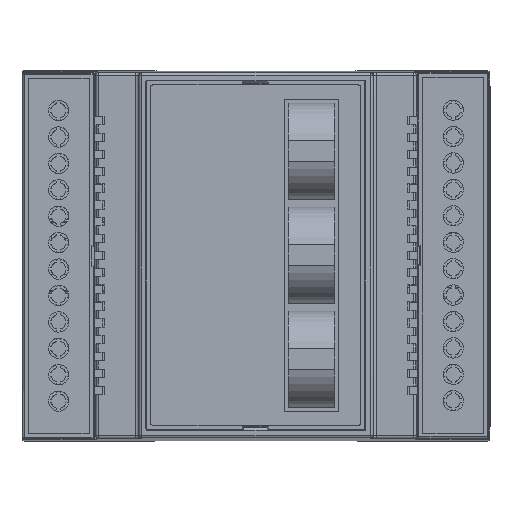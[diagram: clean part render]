
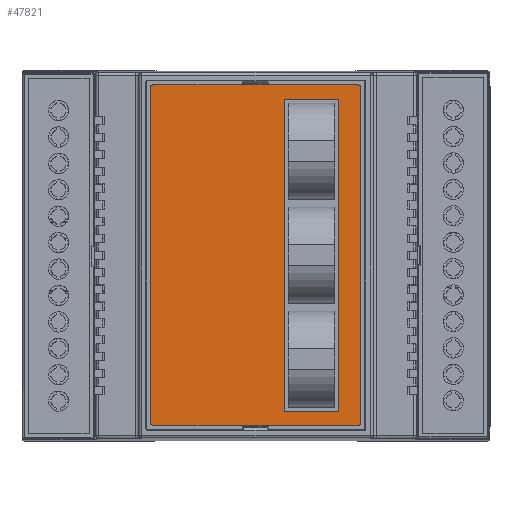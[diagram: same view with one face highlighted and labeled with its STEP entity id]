
A CAD part, top view. The second image highlights one B-rep face of the part: STEP entity #47821.
In plain terms, the highlighted planar face has unit normal (0, 0, 1).
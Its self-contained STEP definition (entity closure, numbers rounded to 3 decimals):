
#977 = ORIENTED_EDGE ( 'NONE', *, *, #7220, .F. ) ;
#2690 = CIRCLE ( 'NONE', #28888, 0.5 ) ;
#2900 = DIRECTION ( 'NONE',  ( 0., 0., 1. ) ) ;
#7220 = EDGE_CURVE ( 'NONE', #37144, #22230, #41912, .T. ) ;
#8195 = LINE ( 'NONE', #44342, #10848 ) ;
#8748 = ORIENTED_EDGE ( 'NONE', *, *, #53869, .F. ) ;
#8837 = ORIENTED_EDGE ( 'NONE', *, *, #65710, .T. ) ;
#9316 = EDGE_CURVE ( 'NONE', #38178, #66796, #17315, .T. ) ;
#9415 = CARTESIAN_POINT ( 'NONE',  ( -13.977, -53.611, 28.584 ) ) ;
#9966 = CARTESIAN_POINT ( 'NONE',  ( -53.977, 10.839, 28.584 ) ) ;
#10094 = EDGE_CURVE ( 'NONE', #23266, #39760, #8195, .T. ) ;
#10219 = DIRECTION ( 'NONE',  ( -1., 0., 0. ) ) ;
#10467 = EDGE_CURVE ( 'NONE', #22230, #62021, #51651, .T. ) ;
#10503 = ORIENTED_EDGE ( 'NONE', *, *, #23181, .F. ) ;
#10848 = VECTOR ( 'NONE', #50212, 1000. ) ;
#12142 = ORIENTED_EDGE ( 'NONE', *, *, #24339, .T. ) ;
#13515 = VECTOR ( 'NONE', #13867, 1000. ) ;
#13867 = DIRECTION ( 'NONE',  ( 0., -1., 0. ) ) ;
#14514 = VERTEX_POINT ( 'NONE', #59146 ) ;
#14811 = DIRECTION ( 'NONE',  ( 0., 0., 1. ) ) ;
#15109 = VERTEX_POINT ( 'NONE', #18484 ) ;
#15157 = ORIENTED_EDGE ( 'NONE', *, *, #63173, .T. ) ;
#16842 = CARTESIAN_POINT ( 'NONE',  ( -53.977, -53.611, 28.584 ) ) ;
#17315 = LINE ( 'NONE', #25569, #26411 ) ;
#17380 = ORIENTED_EDGE ( 'NONE', *, *, #10467, .F. ) ;
#17551 = EDGE_CURVE ( 'NONE', #14514, #15109, #53536, .T. ) ;
#18484 = CARTESIAN_POINT ( 'NONE',  ( -53.977, 11.339, 28.584 ) ) ;
#18497 = CARTESIAN_POINT ( 'NONE',  ( -18.234, 8.614, 28.584 ) ) ;
#19198 = EDGE_CURVE ( 'NONE', #15109, #55583, #29624, .T. ) ;
#19504 = CIRCLE ( 'NONE', #25451, 0.5 ) ;
#19562 = DIRECTION ( 'NONE',  ( -1., 0., 0. ) ) ;
#20312 = CARTESIAN_POINT ( 'NONE',  ( -14.477, -53.611, 28.584 ) ) ;
#22118 = FACE_OUTER_BOUND ( 'NONE', #24102, .T. ) ;
#22230 = VERTEX_POINT ( 'NONE', #56579 ) ;
#22700 = DIRECTION ( 'NONE',  ( -1., 0., 0. ) ) ;
#23120 = DIRECTION ( 'NONE',  ( 0., 1., 0. ) ) ;
#23181 = EDGE_CURVE ( 'NONE', #69507, #37144, #49603, .T. ) ;
#23266 = VERTEX_POINT ( 'NONE', #36456 ) ;
#24102 = EDGE_LOOP ( 'NONE', ( #27466, #30879, #8837, #15157, #40335, #12142, #24359, #65352 ) ) ;
#24339 = EDGE_CURVE ( 'NONE', #39760, #38178, #19504, .T. ) ;
#24359 = ORIENTED_EDGE ( 'NONE', *, *, #9316, .T. ) ;
#25451 = AXIS2_PLACEMENT_3D ( 'NONE', #20312, #2900, #19562 ) ;
#25569 = CARTESIAN_POINT ( 'NONE',  ( -13.977, -21.386, 28.584 ) ) ;
#26411 = VECTOR ( 'NONE', #49891, 1000. ) ;
#27466 = ORIENTED_EDGE ( 'NONE', *, *, #17551, .T. ) ;
#28325 = VECTOR ( 'NONE', #64885, 1000. ) ;
#28692 = VERTEX_POINT ( 'NONE', #55614 ) ;
#28888 = AXIS2_PLACEMENT_3D ( 'NONE', #16842, #57416, #22700 ) ;
#29624 = CIRCLE ( 'NONE', #63641, 0.5 ) ;
#30465 = CARTESIAN_POINT ( 'NONE',  ( -18.234, -51.386, 28.584 ) ) ;
#30879 = ORIENTED_EDGE ( 'NONE', *, *, #19198, .T. ) ;
#32303 = DIRECTION ( 'NONE',  ( 0., -1., 0. ) ) ;
#33116 = CARTESIAN_POINT ( 'NONE',  ( -18.234, 8.614, 28.584 ) ) ;
#36200 = CIRCLE ( 'NONE', #49719, 0.5 ) ;
#36456 = CARTESIAN_POINT ( 'NONE',  ( -53.977, -54.111, 28.584 ) ) ;
#37144 = VERTEX_POINT ( 'NONE', #33116 ) ;
#38105 = CARTESIAN_POINT ( 'NONE',  ( -54.477, -21.386, 28.584 ) ) ;
#38178 = VERTEX_POINT ( 'NONE', #9415 ) ;
#38402 = AXIS2_PLACEMENT_3D ( 'NONE', #50042, #14811, #54878 ) ;
#39760 = VERTEX_POINT ( 'NONE', #74005 ) ;
#40335 = ORIENTED_EDGE ( 'NONE', *, *, #10094, .T. ) ;
#40829 = DIRECTION ( 'NONE',  ( 1., 0., 0. ) ) ;
#41405 = EDGE_LOOP ( 'NONE', ( #17380, #977, #10503, #8748 ) ) ;
#41912 = LINE ( 'NONE', #63647, #28325 ) ;
#43846 = DIRECTION ( 'NONE',  ( 0., 0., 1. ) ) ;
#44342 = CARTESIAN_POINT ( 'NONE',  ( -34.227, -54.111, 28.584 ) ) ;
#44487 = CARTESIAN_POINT ( 'NONE',  ( -28.734, -51.386, 28.584 ) ) ;
#45990 = DIRECTION ( 'NONE',  ( -1., 0., 0. ) ) ;
#46835 = CARTESIAN_POINT ( 'NONE',  ( -28.734, 8.614, 28.584 ) ) ;
#46847 = VECTOR ( 'NONE', #40829, 1000. ) ;
#47102 = VECTOR ( 'NONE', #45990, 1000. ) ;
#47821 = ADVANCED_FACE ( 'NONE', ( #68332, #22118 ), #55386, .T. ) ;
#49603 = LINE ( 'NONE', #18497, #50490 ) ;
#49719 = AXIS2_PLACEMENT_3D ( 'NONE', #55305, #43846, #55567 ) ;
#49891 = DIRECTION ( 'NONE',  ( 0., 1., 0. ) ) ;
#50042 = CARTESIAN_POINT ( 'NONE',  ( -34.227, -21.386, 28.584 ) ) ;
#50212 = DIRECTION ( 'NONE',  ( 1., 0., 0. ) ) ;
#50284 = DIRECTION ( 'NONE',  ( 0., 0., 1. ) ) ;
#50490 = VECTOR ( 'NONE', #23120, 1000. ) ;
#51376 = VECTOR ( 'NONE', #32303, 1000. ) ;
#51651 = LINE ( 'NONE', #46835, #13515 ) ;
#53536 = LINE ( 'NONE', #57913, #47102 ) ;
#53869 = EDGE_CURVE ( 'NONE', #62021, #69507, #69529, .T. ) ;
#54878 = DIRECTION ( 'NONE',  ( 1., 0., 0. ) ) ;
#55305 = CARTESIAN_POINT ( 'NONE',  ( -14.477, 10.839, 28.584 ) ) ;
#55386 = PLANE ( 'NONE',  #38402 ) ;
#55567 = DIRECTION ( 'NONE',  ( -1., 0., 0. ) ) ;
#55583 = VERTEX_POINT ( 'NONE', #70731 ) ;
#55614 = CARTESIAN_POINT ( 'NONE',  ( -54.477, -53.611, 28.584 ) ) ;
#56579 = CARTESIAN_POINT ( 'NONE',  ( -28.734, 8.614, 28.584 ) ) ;
#57343 = CARTESIAN_POINT ( 'NONE',  ( -13.977, 10.839, 28.584 ) ) ;
#57416 = DIRECTION ( 'NONE',  ( 0., 0., 1. ) ) ;
#57913 = CARTESIAN_POINT ( 'NONE',  ( -34.227, 11.339, 28.584 ) ) ;
#59146 = CARTESIAN_POINT ( 'NONE',  ( -14.477, 11.339, 28.584 ) ) ;
#62021 = VERTEX_POINT ( 'NONE', #44487 ) ;
#63173 = EDGE_CURVE ( 'NONE', #28692, #23266, #2690, .T. ) ;
#63641 = AXIS2_PLACEMENT_3D ( 'NONE', #9966, #50284, #10219 ) ;
#63647 = CARTESIAN_POINT ( 'NONE',  ( -28.734, 8.614, 28.584 ) ) ;
#64885 = DIRECTION ( 'NONE',  ( -1., 0., 0. ) ) ;
#65352 = ORIENTED_EDGE ( 'NONE', *, *, #71829, .T. ) ;
#65710 = EDGE_CURVE ( 'NONE', #55583, #28692, #71291, .T. ) ;
#66796 = VERTEX_POINT ( 'NONE', #57343 ) ;
#68030 = CARTESIAN_POINT ( 'NONE',  ( -28.734, -51.386, 28.584 ) ) ;
#68332 = FACE_BOUND ( 'NONE', #41405, .T. ) ;
#69507 = VERTEX_POINT ( 'NONE', #30465 ) ;
#69529 = LINE ( 'NONE', #68030, #46847 ) ;
#70731 = CARTESIAN_POINT ( 'NONE',  ( -54.477, 10.839, 28.584 ) ) ;
#71291 = LINE ( 'NONE', #38105, #51376 ) ;
#71829 = EDGE_CURVE ( 'NONE', #66796, #14514, #36200, .T. ) ;
#74005 = CARTESIAN_POINT ( 'NONE',  ( -14.477, -54.111, 28.584 ) ) ;
